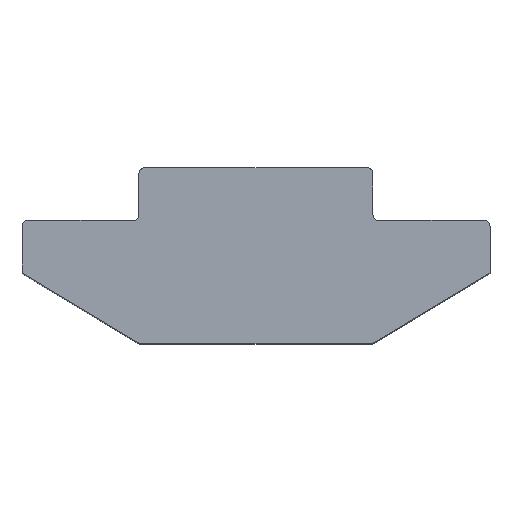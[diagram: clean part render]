
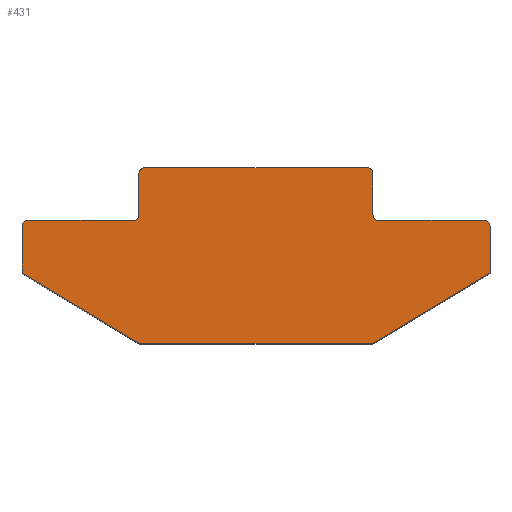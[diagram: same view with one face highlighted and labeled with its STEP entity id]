
A CAD part, top view. The second image highlights one B-rep face of the part: STEP entity #431.
In plain terms, the highlighted planar face has unit normal (0, 0, 1).
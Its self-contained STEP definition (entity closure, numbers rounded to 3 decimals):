
#2 = DIRECTION ( 'NONE',  ( -1., 0., 0. ) ) ;
#3 = EDGE_CURVE ( 'NONE', #363, #745, #454, .T. ) ;
#11 = VERTEX_POINT ( 'NONE', #807 ) ;
#12 = DIRECTION ( 'NONE',  ( 1., 0., 0. ) ) ;
#14 = VECTOR ( 'NONE', #1014, 1000. ) ;
#19 = DIRECTION ( 'NONE',  ( 0., 0., 1. ) ) ;
#31 = CIRCLE ( 'NONE', #458, 0.2 ) ;
#37 = CARTESIAN_POINT ( 'NONE',  ( -8., -2., 8. ) ) ;
#48 = VECTOR ( 'NONE', #724, 1000. ) ;
#55 = ORIENTED_EDGE ( 'NONE', *, *, #634, .T. ) ;
#79 = CARTESIAN_POINT ( 'NONE',  ( -7.8, -1.8, 8. ) ) ;
#93 = CARTESIAN_POINT ( 'NONE',  ( 8., -3.6, 8. ) ) ;
#96 = AXIS2_PLACEMENT_3D ( 'NONE', #653, #964, #974 ) ;
#99 = CIRCLE ( 'NONE', #228, 0.2 ) ;
#100 = VERTEX_POINT ( 'NONE', #365 ) ;
#110 = ORIENTED_EDGE ( 'NONE', *, *, #573, .T. ) ;
#113 = ORIENTED_EDGE ( 'NONE', *, *, #461, .T. ) ;
#119 = CARTESIAN_POINT ( 'NONE',  ( 7.8, -1.8, 8. ) ) ;
#120 = ORIENTED_EDGE ( 'NONE', *, *, #400, .T. ) ;
#134 = ORIENTED_EDGE ( 'NONE', *, *, #589, .T. ) ;
#140 = EDGE_CURVE ( 'NONE', #499, #1033, #285, .T. ) ;
#143 = ORIENTED_EDGE ( 'NONE', *, *, #763, .T. ) ;
#145 = AXIS2_PLACEMENT_3D ( 'NONE', #316, #635, #320 ) ;
#151 = VERTEX_POINT ( 'NONE', #204 ) ;
#153 = CARTESIAN_POINT ( 'NONE',  ( -4.048, -5.971, 8. ) ) ;
#154 = CARTESIAN_POINT ( 'NONE',  ( 8., -3.6, 8. ) ) ;
#155 = LINE ( 'NONE', #793, #48 ) ;
#167 = CARTESIAN_POINT ( 'NONE',  ( 4., 0., 8. ) ) ;
#174 = ORIENTED_EDGE ( 'NONE', *, *, #243, .T. ) ;
#177 = LINE ( 'NONE', #167, #544 ) ;
#181 = ORIENTED_EDGE ( 'NONE', *, *, #503, .T. ) ;
#182 = CARTESIAN_POINT ( 'NONE',  ( -7.8, -2., 8. ) ) ;
#191 = AXIS2_PLACEMENT_3D ( 'NONE', #798, #804, #388 ) ;
#198 = VERTEX_POINT ( 'NONE', #928 ) ;
#204 = CARTESIAN_POINT ( 'NONE',  ( 4., -0.2, 8. ) ) ;
#208 = CARTESIAN_POINT ( 'NONE',  ( -8., -1.8, 8. ) ) ;
#215 = LINE ( 'NONE', #220, #476 ) ;
#220 = CARTESIAN_POINT ( 'NONE',  ( 4., 0., 8. ) ) ;
#222 = CARTESIAN_POINT ( 'NONE',  ( 8., -2., 8. ) ) ;
#226 = CIRCLE ( 'NONE', #191, 0.2 ) ;
#227 = CARTESIAN_POINT ( 'NONE',  ( -4., -1.8, 8. ) ) ;
#228 = AXIS2_PLACEMENT_3D ( 'NONE', #182, #564, #482 ) ;
#229 = CARTESIAN_POINT ( 'NONE',  ( 8., -1.8, 8. ) ) ;
#230 = DIRECTION ( 'NONE',  ( 0., 0., -1. ) ) ;
#241 = DIRECTION ( 'NONE',  ( -1., 0., 0. ) ) ;
#243 = EDGE_CURVE ( 'NONE', #672, #271, #382, .T. ) ;
#247 = EDGE_CURVE ( 'NONE', #745, #672, #547, .T. ) ;
#254 = EDGE_CURVE ( 'NONE', #271, #747, #226, .T. ) ;
#271 = VERTEX_POINT ( 'NONE', #222 ) ;
#285 = LINE ( 'NONE', #517, #293 ) ;
#293 = VECTOR ( 'NONE', #862, 1000. ) ;
#294 = CIRCLE ( 'NONE', #871, 0.2 ) ;
#301 = CARTESIAN_POINT ( 'NONE',  ( 4., -1.8, 8. ) ) ;
#302 = FACE_OUTER_BOUND ( 'NONE', #622, .T. ) ;
#303 = ORIENTED_EDGE ( 'NONE', *, *, #856, .T. ) ;
#306 = DIRECTION ( 'NONE',  ( 0.857, 0.514, 0. ) ) ;
#310 = DIRECTION ( 'NONE',  ( -1., 0., 0. ) ) ;
#316 = CARTESIAN_POINT ( 'NONE',  ( 3.8, -0.2, 8. ) ) ;
#318 = DIRECTION ( 'NONE',  ( -1., 0., 0. ) ) ;
#319 = DIRECTION ( 'NONE',  ( 0., 0., 1. ) ) ;
#320 = DIRECTION ( 'NONE',  ( -1., 0., 0. ) ) ;
#324 = EDGE_CURVE ( 'NONE', #747, #11, #966, .T. ) ;
#328 = CARTESIAN_POINT ( 'NONE',  ( -4., -6., 8. ) ) ;
#331 = VERTEX_POINT ( 'NONE', #882 ) ;
#332 = EDGE_CURVE ( 'NONE', #1033, #100, #1039, .T. ) ;
#335 = ORIENTED_EDGE ( 'NONE', *, *, #324, .T. ) ;
#345 = CIRCLE ( 'NONE', #145, 0.2 ) ;
#357 = ORIENTED_EDGE ( 'NONE', *, *, #3, .T. ) ;
#359 = VECTOR ( 'NONE', #2, 1000. ) ;
#363 = VERTEX_POINT ( 'NONE', #389 ) ;
#365 = CARTESIAN_POINT ( 'NONE',  ( -3.945, -6., 8. ) ) ;
#379 = VERTEX_POINT ( 'NONE', #558 ) ;
#382 = LINE ( 'NONE', #229, #666 ) ;
#385 = ORIENTED_EDGE ( 'NONE', *, *, #247, .T. ) ;
#388 = DIRECTION ( 'NONE',  ( -1., 0., 0. ) ) ;
#389 = CARTESIAN_POINT ( 'NONE',  ( 3.945, -6., 8. ) ) ;
#398 = PLANE ( 'NONE',  #472 ) ;
#400 = EDGE_CURVE ( 'NONE', #151, #379, #345, .T. ) ;
#410 = ORIENTED_EDGE ( 'NONE', *, *, #1012, .T. ) ;
#412 = DIRECTION ( 'NONE',  ( -1., 0., 0. ) ) ;
#431 = ADVANCED_FACE ( 'NONE', ( #302 ), #398, .F. ) ;
#441 = AXIS2_PLACEMENT_3D ( 'NONE', #981, #659, #664 ) ;
#454 = CIRCLE ( 'NONE', #96, 0.2 ) ;
#458 = AXIS2_PLACEMENT_3D ( 'NONE', #936, #855, #759 ) ;
#461 = EDGE_CURVE ( 'NONE', #908, #526, #155, .T. ) ;
#472 = AXIS2_PLACEMENT_3D ( 'NONE', #621, #230, #241 ) ;
#475 = DIRECTION ( 'NONE',  ( 0., 1., 0. ) ) ;
#476 = VECTOR ( 'NONE', #310, 1000. ) ;
#482 = DIRECTION ( 'NONE',  ( -1., 0., 0. ) ) ;
#487 = LINE ( 'NONE', #328, #837 ) ;
#491 = ORIENTED_EDGE ( 'NONE', *, *, #332, .T. ) ;
#499 = VERTEX_POINT ( 'NONE', #579 ) ;
#503 = EDGE_CURVE ( 'NONE', #100, #363, #487, .T. ) ;
#517 = CARTESIAN_POINT ( 'NONE',  ( -8., -3.6, 8. ) ) ;
#526 = VERTEX_POINT ( 'NONE', #824 ) ;
#544 = VECTOR ( 'NONE', #815, 1000. ) ;
#547 = LINE ( 'NONE', #154, #850 ) ;
#548 = EDGE_CURVE ( 'NONE', #663, #151, #177, .T. ) ;
#558 = CARTESIAN_POINT ( 'NONE',  ( 3.8, 0., 8. ) ) ;
#564 = DIRECTION ( 'NONE',  ( 0., 0., 1. ) ) ;
#573 = EDGE_CURVE ( 'NONE', #331, #908, #294, .T. ) ;
#579 = CARTESIAN_POINT ( 'NONE',  ( -8., -3.6, 8. ) ) ;
#589 = EDGE_CURVE ( 'NONE', #991, #590, #99, .T. ) ;
#590 = VERTEX_POINT ( 'NONE', #37 ) ;
#620 = CARTESIAN_POINT ( 'NONE',  ( -3.945, -5.8, 8. ) ) ;
#621 = CARTESIAN_POINT ( 'NONE',  ( 0., 0., 8. ) ) ;
#622 = EDGE_LOOP ( 'NONE', ( #181, #357, #385, #174, #864, #335, #819, #1011, #120, #303, #110, #113, #55, #410, #134, #143, #706, #491 ) ) ;
#634 = EDGE_CURVE ( 'NONE', #526, #198, #667, .T. ) ;
#635 = DIRECTION ( 'NONE',  ( 0., 0., 1. ) ) ;
#653 = CARTESIAN_POINT ( 'NONE',  ( 3.945, -5.8, 8. ) ) ;
#659 = DIRECTION ( 'NONE',  ( 0., 0., -1. ) ) ;
#663 = VERTEX_POINT ( 'NONE', #913 ) ;
#664 = DIRECTION ( 'NONE',  ( -1., 0., 0. ) ) ;
#666 = VECTOR ( 'NONE', #475, 1000. ) ;
#667 = CIRCLE ( 'NONE', #441, 0.2 ) ;
#672 = VERTEX_POINT ( 'NONE', #93 ) ;
#706 = ORIENTED_EDGE ( 'NONE', *, *, #140, .T. ) ;
#724 = DIRECTION ( 'NONE',  ( 0., -1., 0. ) ) ;
#745 = VERTEX_POINT ( 'NONE', #849 ) ;
#747 = VERTEX_POINT ( 'NONE', #119 ) ;
#757 = EDGE_CURVE ( 'NONE', #11, #663, #31, .T. ) ;
#759 = DIRECTION ( 'NONE',  ( -1., 0., 0. ) ) ;
#763 = EDGE_CURVE ( 'NONE', #590, #499, #860, .T. ) ;
#793 = CARTESIAN_POINT ( 'NONE',  ( -4., 0., 8. ) ) ;
#798 = CARTESIAN_POINT ( 'NONE',  ( 7.8, -2., 8. ) ) ;
#804 = DIRECTION ( 'NONE',  ( 0., 0., 1. ) ) ;
#807 = CARTESIAN_POINT ( 'NONE',  ( 4.2, -1.8, 8. ) ) ;
#815 = DIRECTION ( 'NONE',  ( 0., 1., 0. ) ) ;
#819 = ORIENTED_EDGE ( 'NONE', *, *, #757, .T. ) ;
#824 = CARTESIAN_POINT ( 'NONE',  ( -4., -1.6, 8. ) ) ;
#837 = VECTOR ( 'NONE', #12, 1000. ) ;
#838 = VECTOR ( 'NONE', #318, 1000. ) ;
#849 = CARTESIAN_POINT ( 'NONE',  ( 4.048, -5.971, 8. ) ) ;
#850 = VECTOR ( 'NONE', #306, 1000. ) ;
#855 = DIRECTION ( 'NONE',  ( 0., 0., -1. ) ) ;
#856 = EDGE_CURVE ( 'NONE', #379, #331, #215, .T. ) ;
#860 = LINE ( 'NONE', #208, #14 ) ;
#862 = DIRECTION ( 'NONE',  ( 0.857, -0.514, 0. ) ) ;
#864 = ORIENTED_EDGE ( 'NONE', *, *, #254, .T. ) ;
#871 = AXIS2_PLACEMENT_3D ( 'NONE', #900, #19, #412 ) ;
#882 = CARTESIAN_POINT ( 'NONE',  ( -3.8, 0., 8. ) ) ;
#888 = LINE ( 'NONE', #227, #838 ) ;
#900 = CARTESIAN_POINT ( 'NONE',  ( -3.8, -0.2, 8. ) ) ;
#908 = VERTEX_POINT ( 'NONE', #1025 ) ;
#913 = CARTESIAN_POINT ( 'NONE',  ( 4., -1.6, 8. ) ) ;
#928 = CARTESIAN_POINT ( 'NONE',  ( -4.2, -1.8, 8. ) ) ;
#936 = CARTESIAN_POINT ( 'NONE',  ( 4.2, -1.6, 8. ) ) ;
#964 = DIRECTION ( 'NONE',  ( 0., 0., 1. ) ) ;
#966 = LINE ( 'NONE', #301, #359 ) ;
#972 = AXIS2_PLACEMENT_3D ( 'NONE', #620, #319, #1031 ) ;
#974 = DIRECTION ( 'NONE',  ( -1., 0., 0. ) ) ;
#981 = CARTESIAN_POINT ( 'NONE',  ( -4.2, -1.6, 8. ) ) ;
#991 = VERTEX_POINT ( 'NONE', #79 ) ;
#1011 = ORIENTED_EDGE ( 'NONE', *, *, #548, .T. ) ;
#1012 = EDGE_CURVE ( 'NONE', #198, #991, #888, .T. ) ;
#1014 = DIRECTION ( 'NONE',  ( 0., -1., 0. ) ) ;
#1025 = CARTESIAN_POINT ( 'NONE',  ( -4., -0.2, 8. ) ) ;
#1031 = DIRECTION ( 'NONE',  ( -1., 0., 0. ) ) ;
#1033 = VERTEX_POINT ( 'NONE', #153 ) ;
#1039 = CIRCLE ( 'NONE', #972, 0.2 ) ;
